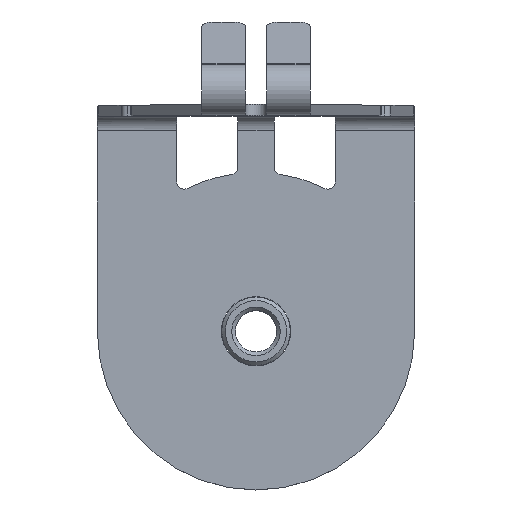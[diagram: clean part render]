
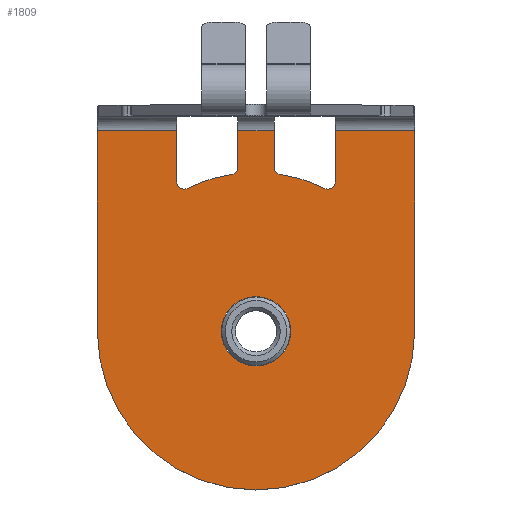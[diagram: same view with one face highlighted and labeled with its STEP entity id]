
A CAD part, top view. The second image highlights one B-rep face of the part: STEP entity #1809.
In plain terms, the highlighted planar face has unit normal (0, 0, 1).
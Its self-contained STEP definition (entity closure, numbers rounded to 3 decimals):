
#50=FACE_BOUND('',#268,.T.);
#79=PLANE('',#1977);
#157=FACE_OUTER_BOUND('',#267,.T.);
#267=EDGE_LOOP('',(#1446,#1447,#1448,#1449,#1450,#1451,#1452,#1453,#1454,
#1455,#1456,#1457,#1458,#1459,#1460,#1461));
#268=EDGE_LOOP('',(#1462));
#353=CIRCLE('',#1897,2.);
#357=CIRCLE('',#1903,2.);
#359=CIRCLE('',#1906,44.);
#363=CIRCLE('',#1912,2.);
#367=CIRCLE('',#1918,2.);
#369=CIRCLE('',#1921,44.);
#401=CIRCLE('',#1978,44.);
#402=CIRCLE('',#1979,9.6);
#447=LINE('',#2736,#597);
#452=LINE('',#2757,#602);
#455=LINE('',#2771,#605);
#460=LINE('',#2792,#610);
#474=LINE('',#2835,#624);
#475=LINE('',#2845,#625);
#476=LINE('',#2856,#626);
#518=LINE('',#3154,#668);
#520=LINE('',#3158,#670);
#597=VECTOR('',#2133,14.175);
#602=VECTOR('',#2156,10.136);
#605=VECTOR('',#2171,10.136);
#610=VECTOR('',#2194,14.175);
#624=VECTOR('',#2228,22.);
#625=VECTOR('',#2233,10.);
#626=VECTOR('',#2238,22.);
#668=VECTOR('',#2356,55.6);
#670=VECTOR('',#2360,55.6);
#785=VERTEX_POINT('',#2725);
#786=VERTEX_POINT('',#2726);
#789=VERTEX_POINT('',#2734);
#791=VERTEX_POINT('',#2741);
#792=VERTEX_POINT('',#2742);
#796=VERTEX_POINT('',#2756);
#797=VERTEX_POINT('',#2760);
#798=VERTEX_POINT('',#2761);
#801=VERTEX_POINT('',#2769);
#803=VERTEX_POINT('',#2776);
#804=VERTEX_POINT('',#2777);
#808=VERTEX_POINT('',#2791);
#827=VERTEX_POINT('',#2834);
#830=VERTEX_POINT('',#2854);
#866=VERTEX_POINT('',#3153);
#867=VERTEX_POINT('',#3157);
#868=VERTEX_POINT('',#3160);
#957=EDGE_CURVE('',#785,#786,#353,.T.);
#962=EDGE_CURVE('',#786,#789,#447,.T.);
#965=EDGE_CURVE('',#791,#792,#357,.T.);
#969=EDGE_CURVE('',#792,#785,#359,.T.);
#973=EDGE_CURVE('',#796,#791,#452,.T.);
#975=EDGE_CURVE('',#797,#798,#363,.T.);
#980=EDGE_CURVE('',#798,#801,#455,.T.);
#983=EDGE_CURVE('',#803,#804,#367,.T.);
#987=EDGE_CURVE('',#804,#797,#369,.T.);
#991=EDGE_CURVE('',#808,#803,#460,.T.);
#1013=EDGE_CURVE('',#827,#808,#474,.T.);
#1016=EDGE_CURVE('',#801,#796,#475,.T.);
#1019=EDGE_CURVE('',#789,#830,#476,.T.);
#1082=EDGE_CURVE('',#827,#866,#518,.T.);
#1084=EDGE_CURVE('',#867,#830,#520,.T.);
#1085=EDGE_CURVE('',#866,#867,#401,.T.);
#1086=EDGE_CURVE('',#868,#868,#402,.T.);
#1446=ORIENTED_EDGE('',*,*,#962,.T.);
#1447=ORIENTED_EDGE('',*,*,#1019,.T.);
#1448=ORIENTED_EDGE('',*,*,#1084,.F.);
#1449=ORIENTED_EDGE('',*,*,#1085,.F.);
#1450=ORIENTED_EDGE('',*,*,#1082,.F.);
#1451=ORIENTED_EDGE('',*,*,#1013,.T.);
#1452=ORIENTED_EDGE('',*,*,#991,.T.);
#1453=ORIENTED_EDGE('',*,*,#983,.T.);
#1454=ORIENTED_EDGE('',*,*,#987,.T.);
#1455=ORIENTED_EDGE('',*,*,#975,.T.);
#1456=ORIENTED_EDGE('',*,*,#980,.T.);
#1457=ORIENTED_EDGE('',*,*,#1016,.T.);
#1458=ORIENTED_EDGE('',*,*,#973,.T.);
#1459=ORIENTED_EDGE('',*,*,#965,.T.);
#1460=ORIENTED_EDGE('',*,*,#969,.T.);
#1461=ORIENTED_EDGE('',*,*,#957,.T.);
#1462=ORIENTED_EDGE('',*,*,#1086,.T.);
#1809=ADVANCED_FACE('',(#157,#50),#79,.T.);
#1897=AXIS2_PLACEMENT_3D('',#2727,#2123,#2124);
#1903=AXIS2_PLACEMENT_3D('',#2743,#2139,#2140);
#1906=AXIS2_PLACEMENT_3D('',#2750,#2147,#2148);
#1912=AXIS2_PLACEMENT_3D('',#2762,#2161,#2162);
#1918=AXIS2_PLACEMENT_3D('',#2778,#2177,#2178);
#1921=AXIS2_PLACEMENT_3D('',#2785,#2185,#2186);
#1977=AXIS2_PLACEMENT_3D('',#3156,#2358,#2359);
#1978=AXIS2_PLACEMENT_3D('',#3159,#2361,#2362);
#1979=AXIS2_PLACEMENT_3D('',#3161,#2363,#2364);
#2123=DIRECTION('center_axis',(0.,0.,-1.));
#2124=DIRECTION('ref_axis',(0.435,-0.901,0.));
#2133=DIRECTION('',(0.,1.,0.));
#2139=DIRECTION('center_axis',(0.,0.,-1.));
#2140=DIRECTION('ref_axis',(1.,0.,0.));
#2147=DIRECTION('center_axis',(0.,0.,1.));
#2148=DIRECTION('ref_axis',(0.435,-0.901,0.));
#2156=DIRECTION('',(0.,-1.,0.));
#2161=DIRECTION('center_axis',(0.,0.,-1.));
#2162=DIRECTION('ref_axis',(-0.152,-0.988,0.));
#2171=DIRECTION('',(0.,1.,0.));
#2177=DIRECTION('center_axis',(0.,0.,-1.));
#2178=DIRECTION('ref_axis',(1.,0.,0.));
#2185=DIRECTION('center_axis',(0.,0.,1.));
#2186=DIRECTION('ref_axis',(-0.152,-0.988,0.));
#2194=DIRECTION('',(0.,-1.,0.));
#2228=DIRECTION('',(-1.,0.,0.));
#2233=DIRECTION('',(-1.,0.,0.));
#2238=DIRECTION('',(-1.,0.,0.));
#2356=DIRECTION('',(0.,-1.,0.));
#2358=DIRECTION('center_axis',(0.,0.,1.));
#2359=DIRECTION('ref_axis',(1.,0.,0.));
#2360=DIRECTION('',(0.,1.,0.));
#2361=DIRECTION('center_axis',(0.,0.,-1.));
#2362=DIRECTION('ref_axis',(-1.,0.,0.));
#2363=DIRECTION('center_axis',(0.,0.,-1.));
#2364=DIRECTION('ref_axis',(-1.,0.,0.));
#2725=CARTESIAN_POINT('',(-19.13,83.624,3.));
#2726=CARTESIAN_POINT('',(-22.,85.425,3.));
#2727=CARTESIAN_POINT('Origin',(-20.,85.425,3.));
#2734=CARTESIAN_POINT('',(-22.,99.6,3.));
#2736=CARTESIAN_POINT('',(-22.,149.019,3.));
#2741=CARTESIAN_POINT('',(-5.,89.464,3.));
#2742=CARTESIAN_POINT('',(-6.696,87.488,3.));
#2743=CARTESIAN_POINT('Origin',(-7.,89.464,3.));
#2750=CARTESIAN_POINT('Origin',(0.,44.,3.));
#2756=CARTESIAN_POINT('',(-5.,99.6,3.));
#2757=CARTESIAN_POINT('',(-5.,139.951,3.));
#2760=CARTESIAN_POINT('',(6.696,87.488,3.));
#2761=CARTESIAN_POINT('',(5.,89.464,3.));
#2762=CARTESIAN_POINT('Origin',(7.,89.464,3.));
#2769=CARTESIAN_POINT('',(5.,99.6,3.));
#2771=CARTESIAN_POINT('',(5.,149.019,3.));
#2776=CARTESIAN_POINT('',(22.,85.425,3.));
#2777=CARTESIAN_POINT('',(19.13,83.624,3.));
#2778=CARTESIAN_POINT('Origin',(20.,85.425,3.));
#2785=CARTESIAN_POINT('Origin',(0.,44.,3.));
#2791=CARTESIAN_POINT('',(22.,99.6,3.));
#2792=CARTESIAN_POINT('',(22.,137.932,3.));
#2834=CARTESIAN_POINT('',(44.,99.6,3.));
#2835=CARTESIAN_POINT('',(-22.,99.6,3.));
#2845=CARTESIAN_POINT('',(-22.,99.6,3.));
#2854=CARTESIAN_POINT('',(-44.,99.6,3.));
#2856=CARTESIAN_POINT('',(-22.,99.6,3.));
#3153=CARTESIAN_POINT('',(44.,44.,3.));
#3154=CARTESIAN_POINT('',(44.,44.,3.));
#3156=CARTESIAN_POINT('Origin',(0.,190.439,
3.));
#3157=CARTESIAN_POINT('',(-44.,44.,3.));
#3158=CARTESIAN_POINT('',(-44.,106.,3.));
#3159=CARTESIAN_POINT('Origin',(0.,44.,3.));
#3160=CARTESIAN_POINT('',(9.6,44.,3.));
#3161=CARTESIAN_POINT('Origin',(0.,44.,3.));
